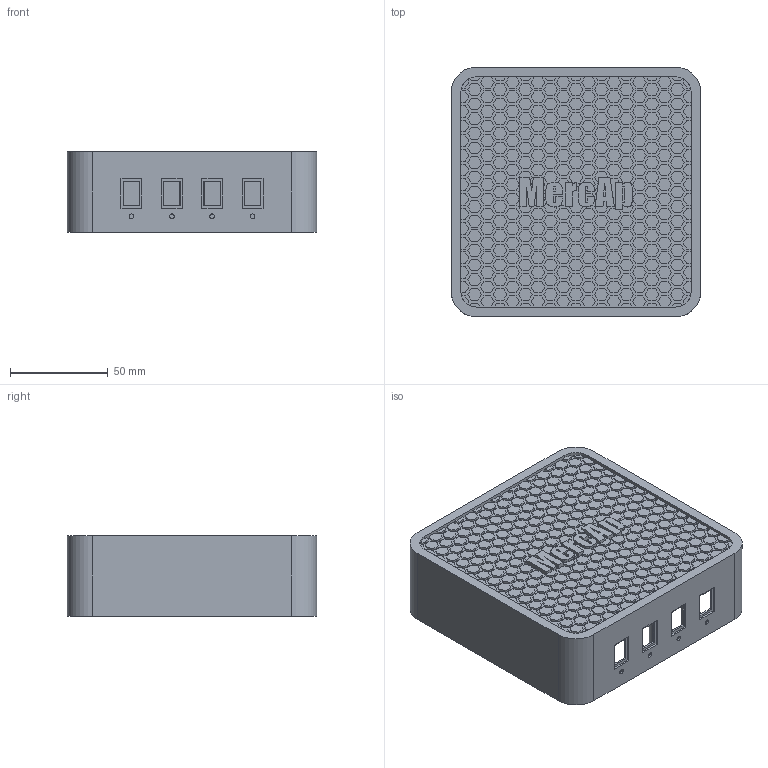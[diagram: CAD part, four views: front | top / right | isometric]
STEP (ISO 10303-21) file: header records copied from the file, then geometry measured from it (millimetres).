
FILE_DESCRIPTION(/* description */ (''),/* implementation_level */ '2;1');
FILE_NAME(/* name */ 'Cover.step',/* time_stamp */ '2025-07-12T20:42:42+05:30',/* author */ (''),/* organization */ (''),/* preprocessor_version */ 'ST-DEVELOPER v20.1',/* originating_system */ 'Autodesk Translation Framework v14.10.0.0',/* authorisation */ '');
FILE_SCHEMA (('AUTOMOTIVE_DESIGN { 1 0 10303 214 3 1 1 }'));
Products named in the file (2): Enclosure final; Cover
Assembly tree (1 placements, depth 2):
  Enclosure final
    Cover
Bounding box: 128 x 128 x 41.5 mm (x, y, z)
Volume: 77524.4 mm3; surface area: 79329.8 mm2
Topology: 5 solids, 5 shells, 2254 faces, 5989 edges, 3982 vertices
Faces by surface type: plane 2132, bspline 90, cylinder 32
Full cylindrical faces by diameter (mm): 2.4 x4, 3.4 x4, 5 x8
Entity records: 69562 total; most frequent: CARTESIAN_POINT 13793, ORIENTED_EDGE 11978, DIRECTION 10226, EDGE_CURVE 5989, LINE 5732, VECTOR 5732, VERTEX_POINT 3982, EDGE_LOOP 2515
